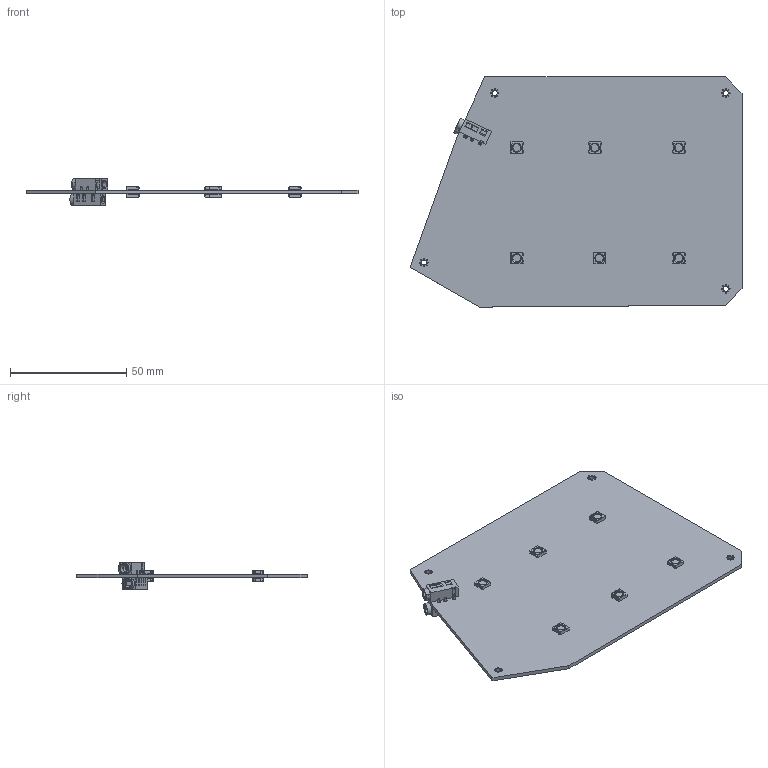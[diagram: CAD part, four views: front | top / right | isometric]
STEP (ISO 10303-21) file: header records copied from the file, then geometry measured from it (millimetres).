
FILE_DESCRIPTION(('KiCad electronic assembly'),'2;1');
FILE_NAME('rest.step','2021-01-30T17:28:56',('An Author'),('A Company'), 'Open CASCADE STEP processor 7.3','KiCad to STEP converter','Unknown' );
FILE_SCHEMA(('AUTOMOTIVE_DESIGN { 1 0 10303 214 1 1 1 1 }'));
Length unit declared in the file: millimetre
Products named in the file (6): Open CASCADE STEP translator 7.3 1; LED_WS2812B_PLCC4_5.0x5.0mm_P3.2mm; SOLID; PJ320A; COMPOUND
Assembly tree (17 placements, depth 3):
  Open CASCADE STEP translator 7.3 1
    LED_WS2812B_PLCC4_5.0x5.0mm_P3.2mm  x12
      SOLID
    PJ320A  x2
      COMPOUND
    COMPOUND
Bounding box: 143.02 x 99.16 x 11.6 mm (x, y, z)
Volume: 20947.3 mm3; surface area: 28800.3 mm2
Topology: 23 solids, 23 shells, 1216 faces, 3604 edges, 2366 vertices
Faces by surface type: plane 792, cylinder 406, cone 14, bspline 4
Full cylindrical faces by diameter (mm): 0.4 x32, 1 x4, 1.2 x4, 2.2 x4, 3.333 x12, 3.6 x2, 5 x2
Entity records: 24287 total; most frequent: CARTESIAN_POINT 5287, DIRECTION 3463, LINE 2222, VECTOR 2222, ORIENTED_EDGE 1834, PCURVE 1834, DEFINITIONAL_REPRESENTATION 1834, EDGE_CURVE 917
